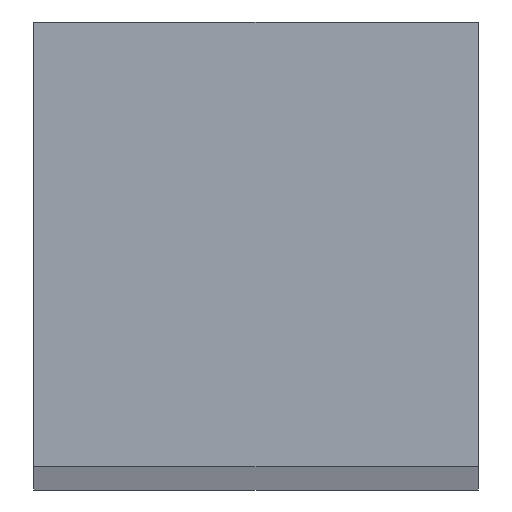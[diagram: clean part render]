
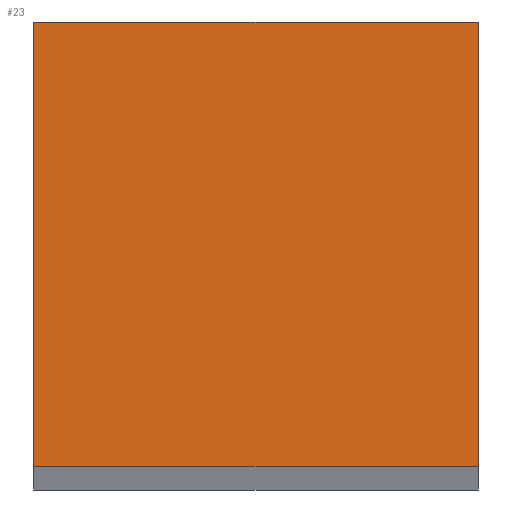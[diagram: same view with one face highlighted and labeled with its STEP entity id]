
A CAD part, top view. The second image highlights one B-rep face of the part: STEP entity #23.
In plain terms, the highlighted planar face has unit normal (0, 0, 1).
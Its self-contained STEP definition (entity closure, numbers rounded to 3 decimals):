
#6 = CARTESIAN_POINT ( 'NONE',  ( -10., 10., 600. ) ) ;
#7 = LINE ( 'NONE', #104, #173 ) ;
#18 = DIRECTION ( 'NONE',  ( 1., 0., 0. ) ) ;
#20 = ORIENTED_EDGE ( 'NONE', *, *, #118, .T. ) ;
#23 = ADVANCED_FACE ( 'NONE', ( #88 ), #100, .T. ) ;
#27 = EDGE_CURVE ( 'NONE', #184, #125, #55, .T. ) ;
#29 = DIRECTION ( 'NONE',  ( 0., 0., 1. ) ) ;
#31 = ORIENTED_EDGE ( 'NONE', *, *, #72, .T. ) ;
#44 = CARTESIAN_POINT ( 'NONE',  ( 10., -10., 600. ) ) ;
#46 = VECTOR ( 'NONE', #91, 1000. ) ;
#55 = LINE ( 'NONE', #170, #68 ) ;
#57 = VECTOR ( 'NONE', #126, 1000. ) ;
#68 = VECTOR ( 'NONE', #18, 1000. ) ;
#72 = EDGE_CURVE ( 'NONE', #125, #196, #7, .T. ) ;
#73 = LINE ( 'NONE', #157, #57 ) ;
#74 = ORIENTED_EDGE ( 'NONE', *, *, #27, .T. ) ;
#78 = CARTESIAN_POINT ( 'NONE',  ( -10., -10., 600. ) ) ;
#82 = CARTESIAN_POINT ( 'NONE',  ( -10., 10., 600. ) ) ;
#88 = FACE_OUTER_BOUND ( 'NONE', #107, .T. ) ;
#91 = DIRECTION ( 'NONE',  ( -1., 0., 0. ) ) ;
#100 = PLANE ( 'NONE',  #165 ) ;
#104 = CARTESIAN_POINT ( 'NONE',  ( 10., 10., 600. ) ) ;
#107 = EDGE_LOOP ( 'NONE', ( #31, #20, #115, #74 ) ) ;
#115 = ORIENTED_EDGE ( 'NONE', *, *, #140, .T. ) ;
#118 = EDGE_CURVE ( 'NONE', #196, #181, #178, .T. ) ;
#121 = DIRECTION ( 'NONE',  ( 0., 1., 0. ) ) ;
#125 = VERTEX_POINT ( 'NONE', #44 ) ;
#126 = DIRECTION ( 'NONE',  ( 0., -1., 0. ) ) ;
#140 = EDGE_CURVE ( 'NONE', #181, #184, #73, .T. ) ;
#157 = CARTESIAN_POINT ( 'NONE',  ( -10., 10., 600. ) ) ;
#160 = CARTESIAN_POINT ( 'NONE',  ( 10., 10., 600. ) ) ;
#165 = AXIS2_PLACEMENT_3D ( 'NONE', #194, #29, #169 ) ;
#169 = DIRECTION ( 'NONE',  ( 1., 0., 0. ) ) ;
#170 = CARTESIAN_POINT ( 'NONE',  ( -10., -10., 600. ) ) ;
#173 = VECTOR ( 'NONE', #121, 1000. ) ;
#178 = LINE ( 'NONE', #82, #46 ) ;
#181 = VERTEX_POINT ( 'NONE', #6 ) ;
#184 = VERTEX_POINT ( 'NONE', #78 ) ;
#194 = CARTESIAN_POINT ( 'NONE',  ( 0., 0., 600. ) ) ;
#196 = VERTEX_POINT ( 'NONE', #160 ) ;
